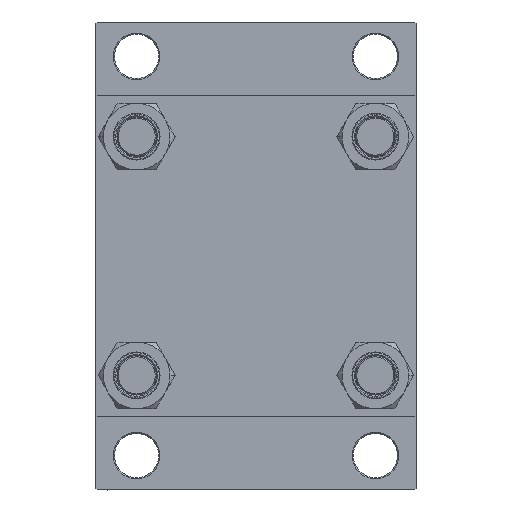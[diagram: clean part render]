
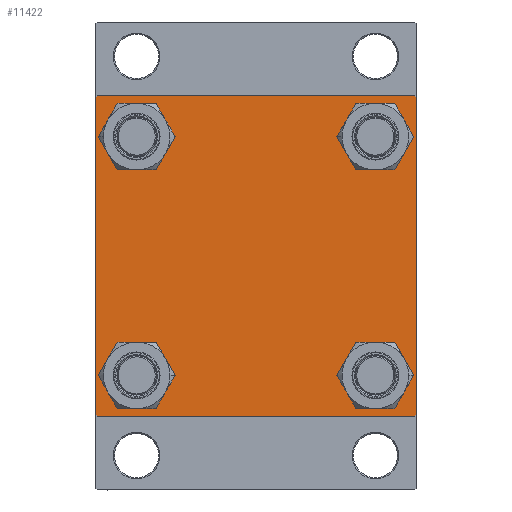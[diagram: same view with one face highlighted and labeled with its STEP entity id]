
A CAD part, left-side view. The second image highlights one B-rep face of the part: STEP entity #11422.
In plain terms, the highlighted planar face has unit normal (-1, 0, 0).
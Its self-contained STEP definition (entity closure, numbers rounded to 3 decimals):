
#84 = DIRECTION ( 'NONE',  ( 0., 0., 1. ) ) ;
#157 = VECTOR ( 'NONE', #19699, 1000. ) ;
#381 = LINE ( 'NONE', #10777, #32686 ) ;
#967 = EDGE_CURVE ( 'NONE', #24789, #33766, #19642, .T. ) ;
#1105 = AXIS2_PLACEMENT_3D ( 'NONE', #10501, #28405, #42870 ) ;
#1239 = EDGE_CURVE ( 'NONE', #36587, #29024, #46365, .T. ) ;
#1526 = CARTESIAN_POINT ( 'NONE',  ( 0., -65., 65. ) ) ;
#1788 = PLANE ( 'NONE',  #35895 ) ;
#2023 = CARTESIAN_POINT ( 'NONE',  ( 0., -48.45, -39.95 ) ) ;
#2207 = CARTESIAN_POINT ( 'NONE',  ( 0., 48.45, 56.95 ) ) ;
#2720 = ORIENTED_EDGE ( 'NONE', *, *, #7023, .T. ) ;
#4449 = AXIS2_PLACEMENT_3D ( 'NONE', #17180, #18077, #42527 ) ;
#4769 = VERTEX_POINT ( 'NONE', #30756 ) ;
#5046 = LINE ( 'NONE', #20030, #9793 ) ;
#5171 = CARTESIAN_POINT ( 'NONE',  ( 0., 0., 0. ) ) ;
#5785 = VERTEX_POINT ( 'NONE', #28328 ) ;
#5858 = CARTESIAN_POINT ( 'NONE',  ( 0., -48.45, 48.45 ) ) ;
#5863 = CARTESIAN_POINT ( 'NONE',  ( 0., -48.45, 39.95 ) ) ;
#6467 = EDGE_CURVE ( 'NONE', #19144, #5785, #47482, .T. ) ;
#7023 = EDGE_CURVE ( 'NONE', #41339, #33503, #9426, .T. ) ;
#7966 = ORIENTED_EDGE ( 'NONE', *, *, #23478, .T. ) ;
#7995 = EDGE_LOOP ( 'NONE', ( #36721, #31358 ) ) ;
#8105 = VERTEX_POINT ( 'NONE', #44269 ) ;
#8601 = CARTESIAN_POINT ( 'NONE',  ( 0., 48.45, 39.95 ) ) ;
#9426 = CIRCLE ( 'NONE', #44104, 8.5 ) ;
#9793 = VECTOR ( 'NONE', #12064, 1000. ) ;
#10339 = ORIENTED_EDGE ( 'NONE', *, *, #28298, .F. ) ;
#10409 = DIRECTION ( 'NONE',  ( 1., 0., 0. ) ) ;
#10501 = CARTESIAN_POINT ( 'NONE',  ( 0., -48.45, -48.45 ) ) ;
#10777 = CARTESIAN_POINT ( 'NONE',  ( 0., 64.75, -64.75 ) ) ;
#11291 = LINE ( 'NONE', #40747, #13157 ) ;
#11314 = CARTESIAN_POINT ( 'NONE',  ( 0., 64.75, 64.75 ) ) ;
#11395 = EDGE_CURVE ( 'NONE', #4769, #35137, #12757, .T. ) ;
#11422 = ADVANCED_FACE ( 'NONE', ( #24498, #12900, #31513, #39218, #23538 ), #1788, .T. ) ;
#12029 = DIRECTION ( 'NONE',  ( 1., 0., 0. ) ) ;
#12064 = DIRECTION ( 'NONE',  ( 0., -1., 0. ) ) ;
#12757 = CIRCLE ( 'NONE', #32812, 8.5 ) ;
#12900 = FACE_BOUND ( 'NONE', #20095, .T. ) ;
#13028 = ORIENTED_EDGE ( 'NONE', *, *, #1239, .T. ) ;
#13157 = VECTOR ( 'NONE', #22398, 1000. ) ;
#13329 = CARTESIAN_POINT ( 'NONE',  ( 0., -48.45, -48.45 ) ) ;
#13359 = DIRECTION ( 'NONE',  ( 0., 0., 1. ) ) ;
#14168 = AXIS2_PLACEMENT_3D ( 'NONE', #21367, #44031, #84 ) ;
#14425 = CARTESIAN_POINT ( 'NONE',  ( 0., 65., -65. ) ) ;
#15437 = EDGE_CURVE ( 'NONE', #5785, #8105, #11291, .T. ) ;
#15802 = CIRCLE ( 'NONE', #42795, 8.5 ) ;
#16842 = ORIENTED_EDGE ( 'NONE', *, *, #967, .T. ) ;
#17165 = EDGE_CURVE ( 'NONE', #32068, #23801, #44385, .T. ) ;
#17180 = CARTESIAN_POINT ( 'NONE',  ( 0., 48.45, 48.45 ) ) ;
#17332 = VECTOR ( 'NONE', #19416, 1000. ) ;
#17445 = CARTESIAN_POINT ( 'NONE',  ( 0., -48.45, 56.95 ) ) ;
#17474 = CARTESIAN_POINT ( 'NONE',  ( 0., 48.45, -48.45 ) ) ;
#18077 = DIRECTION ( 'NONE',  ( 1., 0., 0. ) ) ;
#19144 = VERTEX_POINT ( 'NONE', #28386 ) ;
#19416 = DIRECTION ( 'NONE',  ( 0., 0., -1. ) ) ;
#19519 = CARTESIAN_POINT ( 'NONE',  ( 0., -48.45, 48.45 ) ) ;
#19642 = LINE ( 'NONE', #27136, #40943 ) ;
#19699 = DIRECTION ( 'NONE',  ( 0., -1., 0. ) ) ;
#19897 = LINE ( 'NONE', #1526, #17332 ) ;
#20030 = CARTESIAN_POINT ( 'NONE',  ( 0., 65., 65. ) ) ;
#20095 = EDGE_LOOP ( 'NONE', ( #22876, #2720 ) ) ;
#20137 = DIRECTION ( 'NONE',  ( 0., 0., 1. ) ) ;
#20337 = DIRECTION ( 'NONE',  ( 0., 0., 1. ) ) ;
#21367 = CARTESIAN_POINT ( 'NONE',  ( 0., 48.45, 48.45 ) ) ;
#21894 = DIRECTION ( 'NONE',  ( 0., -0.707, -0.707 ) ) ;
#21960 = CIRCLE ( 'NONE', #1105, 8.5 ) ;
#22398 = DIRECTION ( 'NONE',  ( 0., -0.707, 0.707 ) ) ;
#22785 = EDGE_CURVE ( 'NONE', #46371, #19144, #381, .T. ) ;
#22876 = ORIENTED_EDGE ( 'NONE', *, *, #28852, .T. ) ;
#23204 = EDGE_CURVE ( 'NONE', #40015, #29974, #34988, .T. ) ;
#23478 = EDGE_CURVE ( 'NONE', #29024, #36587, #47340, .T. ) ;
#23538 = FACE_OUTER_BOUND ( 'NONE', #32399, .T. ) ;
#23686 = ORIENTED_EDGE ( 'NONE', *, *, #45924, .F. ) ;
#23801 = VERTEX_POINT ( 'NONE', #38277 ) ;
#23985 = DIRECTION ( 'NONE',  ( 1., 0., 0. ) ) ;
#24012 = DIRECTION ( 'NONE',  ( 1., 0., 0. ) ) ;
#24498 = FACE_BOUND ( 'NONE', #30409, .T. ) ;
#24789 = VERTEX_POINT ( 'NONE', #27046 ) ;
#25030 = AXIS2_PLACEMENT_3D ( 'NONE', #19519, #12029, #41958 ) ;
#25292 = CIRCLE ( 'NONE', #4449, 8.5 ) ;
#25986 = CARTESIAN_POINT ( 'NONE',  ( 0., 65., -64.5 ) ) ;
#26055 = DIRECTION ( 'NONE',  ( 0., 0.707, -0.707 ) ) ;
#26641 = LINE ( 'NONE', #40881, #44463 ) ;
#26905 = DIRECTION ( 'NONE',  ( 0., 0.707, 0.707 ) ) ;
#27046 = CARTESIAN_POINT ( 'NONE',  ( 0., -65., 64.5 ) ) ;
#27136 = CARTESIAN_POINT ( 'NONE',  ( 0., -64.75, 64.75 ) ) ;
#27139 = ORIENTED_EDGE ( 'NONE', *, *, #11395, .T. ) ;
#28110 = DIRECTION ( 'NONE',  ( 1., 0., 0. ) ) ;
#28298 = EDGE_CURVE ( 'NONE', #24789, #8105, #19897, .T. ) ;
#28302 = CARTESIAN_POINT ( 'NONE',  ( 0., -64.5, 65. ) ) ;
#28328 = CARTESIAN_POINT ( 'NONE',  ( 0., -64.5, -65. ) ) ;
#28335 = ORIENTED_EDGE ( 'NONE', *, *, #44780, .T. ) ;
#28386 = CARTESIAN_POINT ( 'NONE',  ( 0., 64.5, -65. ) ) ;
#28405 = DIRECTION ( 'NONE',  ( 1., 0., 0. ) ) ;
#28852 = EDGE_CURVE ( 'NONE', #33503, #41339, #21960, .T. ) ;
#29024 = VERTEX_POINT ( 'NONE', #17445 ) ;
#29567 = EDGE_CURVE ( 'NONE', #35137, #4769, #15802, .T. ) ;
#29974 = VERTEX_POINT ( 'NONE', #2207 ) ;
#30409 = EDGE_LOOP ( 'NONE', ( #7966, #13028 ) ) ;
#30756 = CARTESIAN_POINT ( 'NONE',  ( 0., 48.45, -56.95 ) ) ;
#31358 = ORIENTED_EDGE ( 'NONE', *, *, #23204, .T. ) ;
#31513 = FACE_BOUND ( 'NONE', #39378, .T. ) ;
#32068 = VERTEX_POINT ( 'NONE', #43885 ) ;
#32399 = EDGE_LOOP ( 'NONE', ( #28335, #41604, #45707, #33500, #10339, #16842, #23686, #43908 ) ) ;
#32686 = VECTOR ( 'NONE', #21894, 1000. ) ;
#32812 = AXIS2_PLACEMENT_3D ( 'NONE', #42591, #24012, #46438 ) ;
#33500 = ORIENTED_EDGE ( 'NONE', *, *, #15437, .T. ) ;
#33503 = VERTEX_POINT ( 'NONE', #2023 ) ;
#33766 = VERTEX_POINT ( 'NONE', #28302 ) ;
#34497 = CARTESIAN_POINT ( 'NONE',  ( 0., 48.45, -39.95 ) ) ;
#34823 = VECTOR ( 'NONE', #26055, 1000. ) ;
#34988 = CIRCLE ( 'NONE', #14168, 8.5 ) ;
#35137 = VERTEX_POINT ( 'NONE', #34497 ) ;
#35895 = AXIS2_PLACEMENT_3D ( 'NONE', #5171, #42827, #42353 ) ;
#36587 = VERTEX_POINT ( 'NONE', #5863 ) ;
#36721 = ORIENTED_EDGE ( 'NONE', *, *, #44193, .T. ) ;
#36782 = DIRECTION ( 'NONE',  ( 0., 0., -1. ) ) ;
#38277 = CARTESIAN_POINT ( 'NONE',  ( 0., 65., 64.5 ) ) ;
#38599 = ORIENTED_EDGE ( 'NONE', *, *, #29567, .T. ) ;
#39218 = FACE_BOUND ( 'NONE', #7995, .T. ) ;
#39378 = EDGE_LOOP ( 'NONE', ( #38599, #27139 ) ) ;
#40015 = VERTEX_POINT ( 'NONE', #8601 ) ;
#40406 = CARTESIAN_POINT ( 'NONE',  ( 0., -48.45, -56.95 ) ) ;
#40747 = CARTESIAN_POINT ( 'NONE',  ( 0., -64.75, -64.75 ) ) ;
#40881 = CARTESIAN_POINT ( 'NONE',  ( 0., 65., 65. ) ) ;
#40943 = VECTOR ( 'NONE', #26905, 1000. ) ;
#41339 = VERTEX_POINT ( 'NONE', #40406 ) ;
#41604 = ORIENTED_EDGE ( 'NONE', *, *, #22785, .T. ) ;
#41958 = DIRECTION ( 'NONE',  ( 0., 0., 1. ) ) ;
#42353 = DIRECTION ( 'NONE',  ( 0., 0., 1. ) ) ;
#42527 = DIRECTION ( 'NONE',  ( 0., 0., 1. ) ) ;
#42591 = CARTESIAN_POINT ( 'NONE',  ( 0., 48.45, -48.45 ) ) ;
#42795 = AXIS2_PLACEMENT_3D ( 'NONE', #17474, #28110, #20137 ) ;
#42827 = DIRECTION ( 'NONE',  ( -1., 0., 0. ) ) ;
#42870 = DIRECTION ( 'NONE',  ( 0., 0., 1. ) ) ;
#43283 = AXIS2_PLACEMENT_3D ( 'NONE', #5858, #23985, #13359 ) ;
#43885 = CARTESIAN_POINT ( 'NONE',  ( 0., 64.5, 65. ) ) ;
#43908 = ORIENTED_EDGE ( 'NONE', *, *, #17165, .T. ) ;
#44031 = DIRECTION ( 'NONE',  ( 1., 0., 0. ) ) ;
#44104 = AXIS2_PLACEMENT_3D ( 'NONE', #13329, #10409, #20337 ) ;
#44193 = EDGE_CURVE ( 'NONE', #29974, #40015, #25292, .T. ) ;
#44269 = CARTESIAN_POINT ( 'NONE',  ( 0., -65., -64.5 ) ) ;
#44385 = LINE ( 'NONE', #11314, #34823 ) ;
#44463 = VECTOR ( 'NONE', #36782, 1000. ) ;
#44780 = EDGE_CURVE ( 'NONE', #23801, #46371, #26641, .T. ) ;
#45707 = ORIENTED_EDGE ( 'NONE', *, *, #6467, .T. ) ;
#45924 = EDGE_CURVE ( 'NONE', #32068, #33766, #5046, .T. ) ;
#46365 = CIRCLE ( 'NONE', #43283, 8.5 ) ;
#46371 = VERTEX_POINT ( 'NONE', #25986 ) ;
#46438 = DIRECTION ( 'NONE',  ( 0., 0., 1. ) ) ;
#47340 = CIRCLE ( 'NONE', #25030, 8.5 ) ;
#47482 = LINE ( 'NONE', #14425, #157 ) ;
